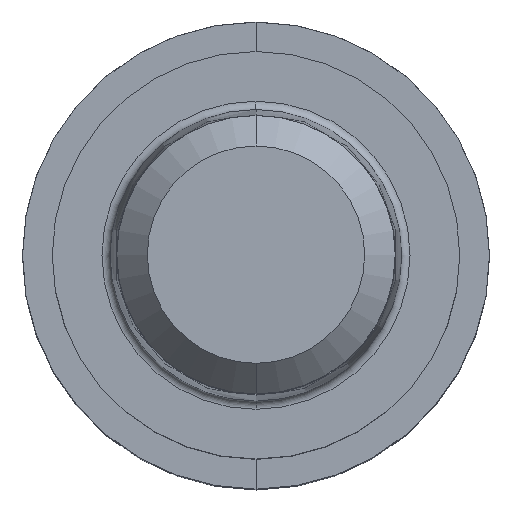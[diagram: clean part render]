
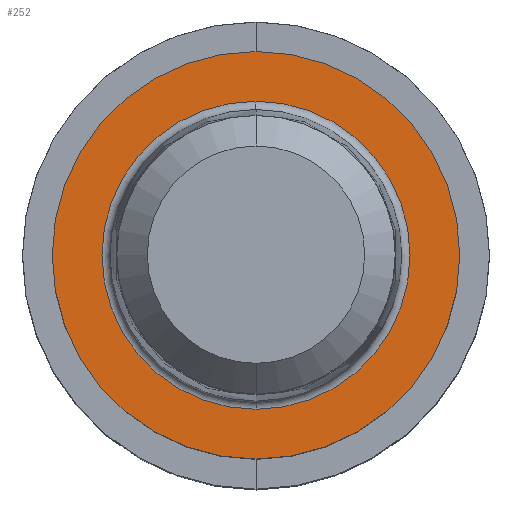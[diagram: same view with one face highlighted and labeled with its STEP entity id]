
A CAD part, top view. The second image highlights one B-rep face of the part: STEP entity #252.
In plain terms, the highlighted planar face has unit normal (0, 0, 1).
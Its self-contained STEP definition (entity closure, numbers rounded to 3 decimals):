
#196=VERTEX_POINT('',#490);
#252=ADVANCED_FACE('',(#556,#557),#558,.T.);
#284=EDGE_CURVE('',#432,#196,#596,.T.);
#296=VERTEX_POINT('',#609);
#300=EDGE_CURVE('',#296,#382,#613,.T.);
#328=EDGE_CURVE('',#196,#432,#644,.T.);
#342=EDGE_CURVE('',#382,#296,#659,.T.);
#382=VERTEX_POINT('',#702);
#432=VERTEX_POINT('',#758);
#490=CARTESIAN_POINT('',(0.,-7.85,0.01));
#556=FACE_OUTER_BOUND('',#902,.T.);
#557=FACE_BOUND('',#903,.T.);
#558=PLANE('',#904);
#596=CIRCLE('',#947,7.85);
#609=CARTESIAN_POINT('',(0.,-5.935,0.01));
#613=CIRCLE('',#967,5.935);
#644=CIRCLE('',#1006,7.85);
#659=CIRCLE('',#1025,5.935);
#702=CARTESIAN_POINT('',(0.0,5.935,0.01));
#758=CARTESIAN_POINT('',(0.0,7.85,0.01));
#902=EDGE_LOOP('',(#1304,#1305));
#903=EDGE_LOOP('',(#1306,#1307));
#904=AXIS2_PLACEMENT_3D('',#1308,#1309,#1310);
#947=AXIS2_PLACEMENT_3D('',#1367,#1368,#1369);
#967=AXIS2_PLACEMENT_3D('',#1384,#1385,#1386);
#1006=AXIS2_PLACEMENT_3D('',#1426,#1427,#1428);
#1025=AXIS2_PLACEMENT_3D('',#1441,#1442,#1443);
#1304=ORIENTED_EDGE('',*,*,#284,.F.);
#1305=ORIENTED_EDGE('',*,*,#328,.F.);
#1306=ORIENTED_EDGE('',*,*,#342,.T.);
#1307=ORIENTED_EDGE('',*,*,#300,.T.);
#1308=CARTESIAN_POINT('',(0.0,3.925,0.01));
#1309=DIRECTION('',(-0.0,0.0,1.0));
#1310=DIRECTION('',(0.0,-1.0,0.0));
#1367=CARTESIAN_POINT('',(0.0,0.0,0.01));
#1368=DIRECTION('',(0.0,0.0,-1.0));
#1369=DIRECTION('',(0.0,1.0,0.0));
#1384=CARTESIAN_POINT('',(0.0,0.0,0.01));
#1385=DIRECTION('',(0.0,0.0,-1.0));
#1386=DIRECTION('',(0.0,1.0,0.0));
#1426=CARTESIAN_POINT('',(0.0,0.0,0.01));
#1427=DIRECTION('',(0.0,0.0,-1.0));
#1428=DIRECTION('',(0.0,1.0,0.0));
#1441=CARTESIAN_POINT('',(0.0,0.0,0.01));
#1442=DIRECTION('',(0.0,0.0,-1.0));
#1443=DIRECTION('',(0.0,1.0,0.0));
